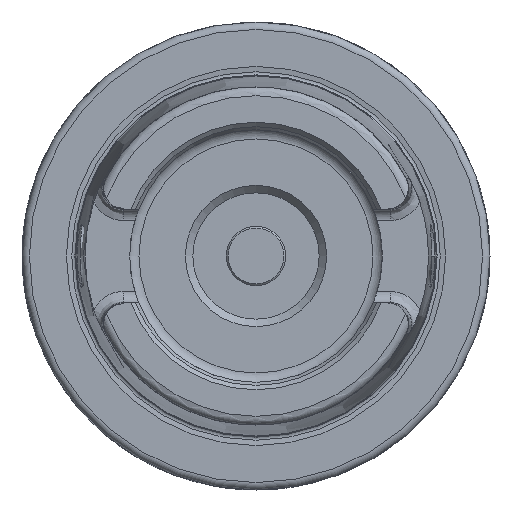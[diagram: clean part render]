
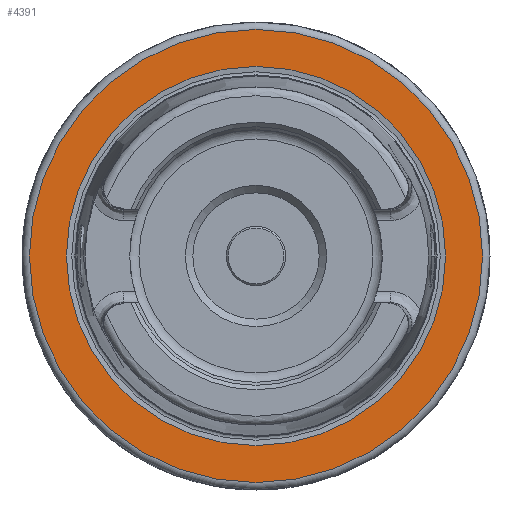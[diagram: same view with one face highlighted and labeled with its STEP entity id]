
A CAD part, left-side view. The second image highlights one B-rep face of the part: STEP entity #4391.
In plain terms, the highlighted planar face has unit normal (-1, 0, 0).
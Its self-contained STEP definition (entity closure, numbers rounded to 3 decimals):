
#103=FACE_BOUND('',#720,.T.);
#171=PLANE('',#4833);
#450=FACE_OUTER_BOUND('',#719,.T.);
#719=EDGE_LOOP('',(#3768,#3769));
#720=EDGE_LOOP('',(#3770,#3771));
#1120=CIRCLE('',#4831,25.521);
#1121=CIRCLE('',#4832,25.521);
#1122=CIRCLE('',#4834,30.5);
#1123=CIRCLE('',#4835,30.5);
#2081=VERTEX_POINT('',#8890);
#2082=VERTEX_POINT('',#8892);
#2083=VERTEX_POINT('',#8896);
#2084=VERTEX_POINT('',#8897);
#2661=EDGE_CURVE('',#2082,#2081,#1120,.T.);
#2662=EDGE_CURVE('',#2081,#2082,#1121,.T.);
#2663=EDGE_CURVE('',#2083,#2084,#1122,.T.);
#2664=EDGE_CURVE('',#2084,#2083,#1123,.T.);
#3768=ORIENTED_EDGE('',*,*,#2663,.F.);
#3769=ORIENTED_EDGE('',*,*,#2664,.F.);
#3770=ORIENTED_EDGE('',*,*,#2661,.T.);
#3771=ORIENTED_EDGE('',*,*,#2662,.T.);
#4391=ADVANCED_FACE('',(#450,#103),#171,.T.);
#4831=AXIS2_PLACEMENT_3D('',#8893,#5752,#5753);
#4832=AXIS2_PLACEMENT_3D('',#8894,#5754,#5755);
#4833=AXIS2_PLACEMENT_3D('',#8895,#5756,#5757);
#4834=AXIS2_PLACEMENT_3D('',#8898,#5758,#5759);
#4835=AXIS2_PLACEMENT_3D('',#8899,#5760,#5761);
#5752=DIRECTION('center_axis',(1.,0.,0.));
#5753=DIRECTION('ref_axis',(0.,0.,-1.));
#5754=DIRECTION('center_axis',(1.,0.,0.));
#5755=DIRECTION('ref_axis',(0.,0.,-1.));
#5756=DIRECTION('center_axis',(-1.,0.,0.));
#5757=DIRECTION('ref_axis',(0.,0.,1.));
#5758=DIRECTION('center_axis',(1.,0.,0.));
#5759=DIRECTION('ref_axis',(0.,0.,-1.));
#5760=DIRECTION('center_axis',(1.,0.,0.));
#5761=DIRECTION('ref_axis',(0.,0.,-1.));
#8890=CARTESIAN_POINT('',(0.,-25.521,0.));
#8892=CARTESIAN_POINT('',(0.,25.521,0.));
#8893=CARTESIAN_POINT('Origin',(0.,0.,
0.));
#8894=CARTESIAN_POINT('Origin',(0.,0.,
0.));
#8895=CARTESIAN_POINT('Origin',(0.,30.5,0.));
#8896=CARTESIAN_POINT('',(0.,30.5,0.));
#8897=CARTESIAN_POINT('',(0.,0.,30.5));
#8898=CARTESIAN_POINT('Origin',(0.,0.,
0.));
#8899=CARTESIAN_POINT('Origin',(0.,0.,
0.));
